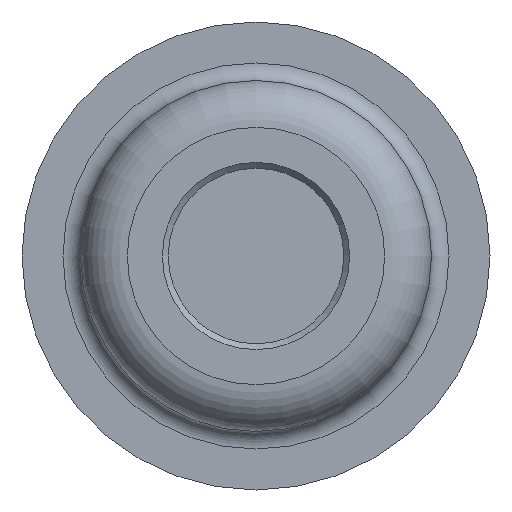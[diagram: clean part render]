
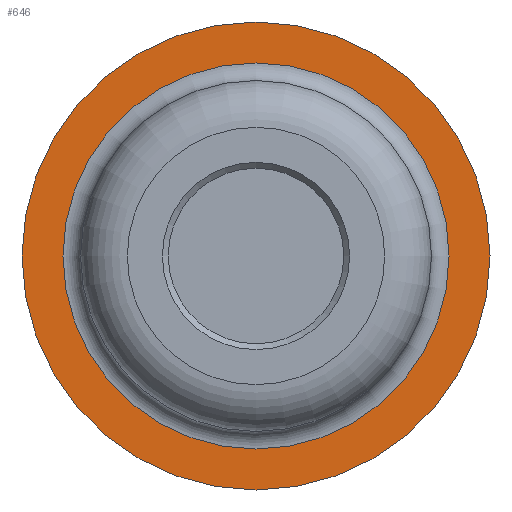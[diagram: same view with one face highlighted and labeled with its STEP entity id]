
A CAD part, left-side view. The second image highlights one B-rep face of the part: STEP entity #646.
In plain terms, the highlighted planar face has unit normal (-1, 0, 0).
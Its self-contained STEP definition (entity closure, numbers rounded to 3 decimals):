
#560=CARTESIAN_POINT('',(20.0,4.,0.0));
#561=VERTEX_POINT('',#560);
#562=CARTESIAN_POINT('',(20.0,0.,0.0));
#563=DIRECTION('',(1.0,0.0,0.0));
#564=DIRECTION('',(0.0,1.0,0.0));
#565=AXIS2_PLACEMENT_3D('',#562,#563,#564);
#566=CIRCLE('',#565,4.0);
#567=EDGE_CURVE('',#561,#561,#566,.T.);
#603=CARTESIAN_POINT('',(20.0,3.3,0.));
#604=VERTEX_POINT('',#603);
#605=CARTESIAN_POINT('',(20.0,0.,0.0));
#606=DIRECTION('',(-1.0,0.0,0.0));
#607=DIRECTION('',(0.0,-1.0,0.0));
#608=AXIS2_PLACEMENT_3D('',#605,#606,#607);
#609=CIRCLE('',#608,3.3);
#610=EDGE_CURVE('',#604,#604,#609,.T.);
#635=CARTESIAN_POINT('',(20.0,3.5,0.0));
#636=DIRECTION('',(-1.0,0.0,0.0));
#637=DIRECTION('',(0.0,0.0,1.0));
#638=AXIS2_PLACEMENT_3D('',#635,#636,#637);
#639=PLANE('',#638);
#640=ORIENTED_EDGE('',*,*,#567,.F.);
#641=EDGE_LOOP('',(#640));
#642=FACE_OUTER_BOUND('',#641,.T.);
#643=ORIENTED_EDGE('',*,*,#610,.F.);
#644=EDGE_LOOP('',(#643));
#645=FACE_BOUND('',#644,.T.);
#646=ADVANCED_FACE('',(#642,#645),#639,.T.);
